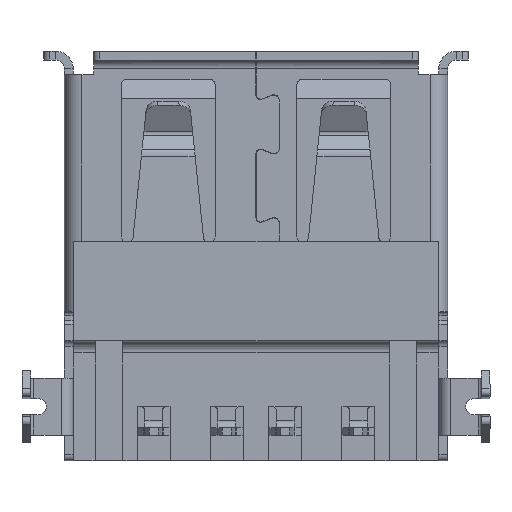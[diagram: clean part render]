
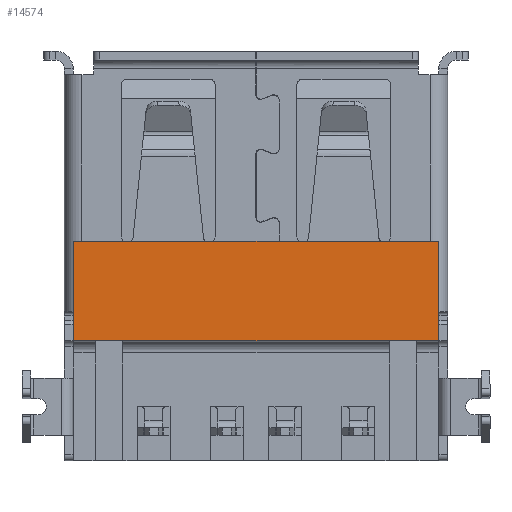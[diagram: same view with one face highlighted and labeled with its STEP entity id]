
A CAD part, front view. The second image highlights one B-rep face of the part: STEP entity #14574.
In plain terms, the highlighted planar face has unit normal (0, -1, 0).
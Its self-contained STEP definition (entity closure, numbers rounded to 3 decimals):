
#141 = ORIENTED_EDGE ( 'NONE', *, *, #5002, .F. ) ;
#223 = CARTESIAN_POINT ( 'NONE',  ( 6.225, -6.545, 0.9 ) ) ;
#406 = CARTESIAN_POINT ( 'NONE',  ( 6.225, -6.545, -2.5 ) ) ;
#436 = DIRECTION ( 'NONE',  ( 0., 1., 0. ) ) ;
#518 = CARTESIAN_POINT ( 'NONE',  ( 6.225, -6.545, 0.9 ) ) ;
#1526 = ORIENTED_EDGE ( 'NONE', *, *, #15022, .F. ) ;
#1624 = VECTOR ( 'NONE', #10548, 1000. ) ;
#1830 = VERTEX_POINT ( 'NONE', #3466 ) ;
#1962 = VERTEX_POINT ( 'NONE', #406 ) ;
#2217 = VECTOR ( 'NONE', #5969, 1000. ) ;
#3258 = EDGE_CURVE ( 'NONE', #1962, #11778, #9846, .T. ) ;
#3466 = CARTESIAN_POINT ( 'NONE',  ( -6.225, -6.545, -2.5 ) ) ;
#3642 = PLANE ( 'NONE',  #16795 ) ;
#5002 = EDGE_CURVE ( 'NONE', #10091, #11778, #14818, .T. ) ;
#5969 = DIRECTION ( 'NONE',  ( 1., 0., 0. ) ) ;
#6397 = EDGE_CURVE ( 'NONE', #1830, #1962, #11037, .T. ) ;
#8304 = FACE_OUTER_BOUND ( 'NONE', #20389, .T. ) ;
#9277 = LINE ( 'NONE', #16531, #16743 ) ;
#9846 = LINE ( 'NONE', #223, #12086 ) ;
#9934 = CARTESIAN_POINT ( 'NONE',  ( -6.225, -6.545, 0.9 ) ) ;
#10091 = VERTEX_POINT ( 'NONE', #11446 ) ;
#10548 = DIRECTION ( 'NONE',  ( 1., 0., 0. ) ) ;
#11037 = LINE ( 'NONE', #20157, #1624 ) ;
#11446 = CARTESIAN_POINT ( 'NONE',  ( -6.225, -6.545, 0.9 ) ) ;
#11566 = DIRECTION ( 'NONE',  ( 0., 0., -1. ) ) ;
#11778 = VERTEX_POINT ( 'NONE', #518 ) ;
#12086 = VECTOR ( 'NONE', #19332, 1000. ) ;
#13302 = DIRECTION ( 'NONE',  ( 0., 0., 1. ) ) ;
#14574 = ADVANCED_FACE ( 'NONE', ( #8304 ), #3642, .F. ) ;
#14818 = LINE ( 'NONE', #15389, #2217 ) ;
#15022 = EDGE_CURVE ( 'NONE', #1830, #10091, #9277, .T. ) ;
#15389 = CARTESIAN_POINT ( 'NONE',  ( -6.225, -6.545, 0.9 ) ) ;
#16531 = CARTESIAN_POINT ( 'NONE',  ( -6.225, -6.545, 0.9 ) ) ;
#16743 = VECTOR ( 'NONE', #13302, 1000. ) ;
#16795 = AXIS2_PLACEMENT_3D ( 'NONE', #9934, #436, #11566 ) ;
#19008 = ORIENTED_EDGE ( 'NONE', *, *, #6397, .T. ) ;
#19040 = ORIENTED_EDGE ( 'NONE', *, *, #3258, .T. ) ;
#19332 = DIRECTION ( 'NONE',  ( 0., 0., 1. ) ) ;
#20157 = CARTESIAN_POINT ( 'NONE',  ( -6.225, -6.545, -2.5 ) ) ;
#20389 = EDGE_LOOP ( 'NONE', ( #19040, #141, #1526, #19008 ) ) ;
